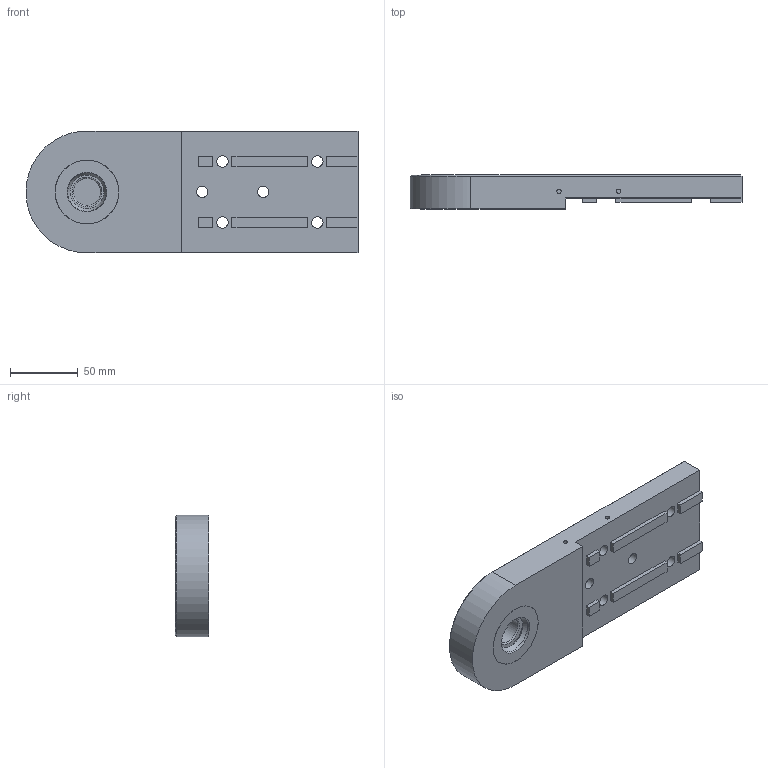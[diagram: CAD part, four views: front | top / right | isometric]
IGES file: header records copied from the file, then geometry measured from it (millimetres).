
Global section: file name: 909001; native system: Autodesk Inventor 2018; preprocessor: unknown; author: Roudna; date: 20191004.170016; units: millimetre
Bounding box: 244.95 x 25 x 90 mm (x, y, z)
Volume: 411956.9 mm3; surface area: 81247 mm2
Topology: 40 solids, 40 shells, 136 faces, 379 edges, 271 vertices
Faces by surface type: bspline 136
